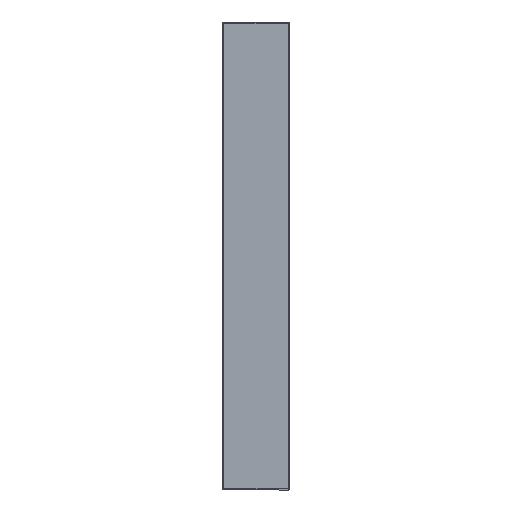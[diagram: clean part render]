
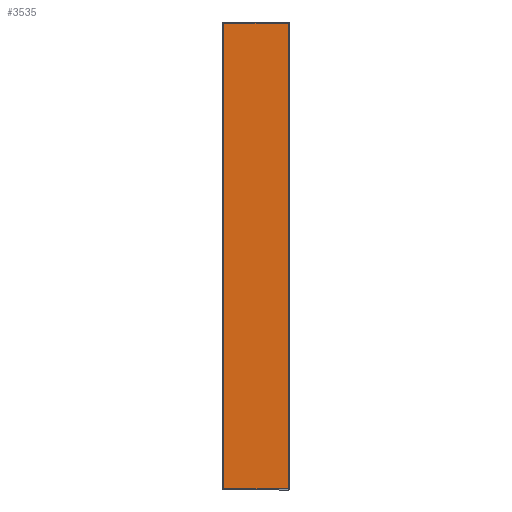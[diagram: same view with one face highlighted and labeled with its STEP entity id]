
A CAD part, left-side view. The second image highlights one B-rep face of the part: STEP entity #3535.
In plain terms, the highlighted face is planar.
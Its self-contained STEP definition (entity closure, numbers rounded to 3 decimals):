
#12 = EDGE_CURVE ( 'NONE', #7109, #684, #3039, .T. ) ;
#165 = PLANE ( 'NONE',  #5168 ) ;
#211 = LINE ( 'NONE', #1484, #4003 ) ;
#305 = EDGE_CURVE ( 'NONE', #684, #4029, #1649, .T. ) ;
#684 = VERTEX_POINT ( 'NONE', #5314 ) ;
#1484 = CARTESIAN_POINT ( 'NONE',  ( -345., 0., 50. ) ) ;
#1649 = LINE ( 'NONE', #2882, #5519 ) ;
#1701 = DIRECTION ( 'NONE',  ( 0., 0., -1. ) ) ;
#2021 = CARTESIAN_POINT ( 'NONE',  ( 345., 0., 48. ) ) ;
#2129 = CARTESIAN_POINT ( 'NONE',  ( -345., 0., -48. ) ) ;
#2449 = LINE ( 'NONE', #3700, #2496 ) ;
#2496 = VECTOR ( 'NONE', #3743, 1000. ) ;
#2882 = CARTESIAN_POINT ( 'NONE',  ( -345., 0., -48. ) ) ;
#3039 = LINE ( 'NONE', #4155, #3550 ) ;
#3155 = CARTESIAN_POINT ( 'NONE',  ( -345., 0., 48. ) ) ;
#3272 = EDGE_LOOP ( 'NONE', ( #4989, #3291, #7151, #7648 ) ) ;
#3291 = ORIENTED_EDGE ( 'NONE', *, *, #305, .T. ) ;
#3486 = EDGE_CURVE ( 'NONE', #4029, #5778, #211, .T. ) ;
#3535 = ADVANCED_FACE ( 'NONE', ( #5848 ), #165, .T. ) ;
#3550 = VECTOR ( 'NONE', #1701, 1000. ) ;
#3700 = CARTESIAN_POINT ( 'NONE',  ( 345., 0., 48. ) ) ;
#3743 = DIRECTION ( 'NONE',  ( 1., 0., 0. ) ) ;
#4003 = VECTOR ( 'NONE', #5196, 1000. ) ;
#4029 = VERTEX_POINT ( 'NONE', #2129 ) ;
#4138 = DIRECTION ( 'NONE',  ( -1., 0., 0. ) ) ;
#4155 = CARTESIAN_POINT ( 'NONE',  ( 345., 0., 50. ) ) ;
#4499 = DIRECTION ( 'NONE',  ( 0., 0., 1. ) ) ;
#4989 = ORIENTED_EDGE ( 'NONE', *, *, #12, .T. ) ;
#5168 = AXIS2_PLACEMENT_3D ( 'NONE', #6988, #7152, #4499 ) ;
#5196 = DIRECTION ( 'NONE',  ( 0., 0., 1. ) ) ;
#5314 = CARTESIAN_POINT ( 'NONE',  ( 345., 0., -48. ) ) ;
#5519 = VECTOR ( 'NONE', #4138, 1000. ) ;
#5778 = VERTEX_POINT ( 'NONE', #3155 ) ;
#5848 = FACE_OUTER_BOUND ( 'NONE', #3272, .T. ) ;
#6988 = CARTESIAN_POINT ( 'NONE',  ( 0., 0., 0. ) ) ;
#7109 = VERTEX_POINT ( 'NONE', #2021 ) ;
#7151 = ORIENTED_EDGE ( 'NONE', *, *, #3486, .T. ) ;
#7152 = DIRECTION ( 'NONE',  ( 0., 1., 0. ) ) ;
#7648 = ORIENTED_EDGE ( 'NONE', *, *, #7867, .T. ) ;
#7867 = EDGE_CURVE ( 'NONE', #5778, #7109, #2449, .T. ) ;
